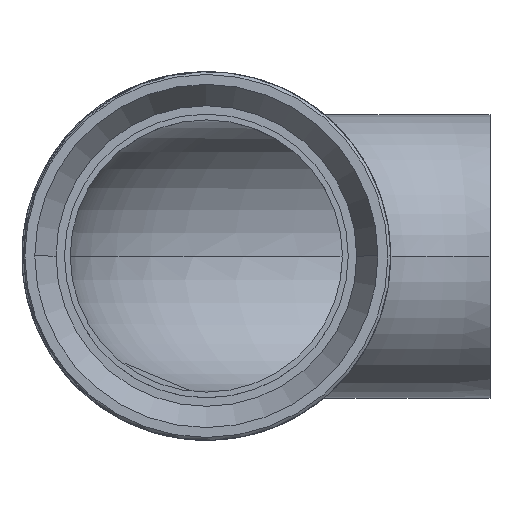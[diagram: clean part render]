
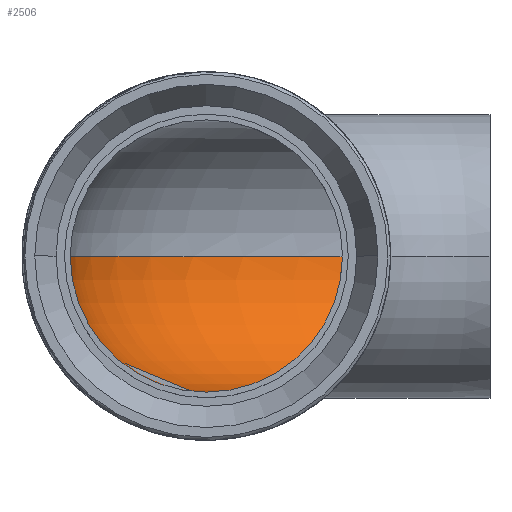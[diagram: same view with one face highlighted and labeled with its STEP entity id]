
A CAD part, top view. The second image highlights one B-rep face of the part: STEP entity #2506.
In plain terms, the highlighted toroidal (fillet/blend) face has major radius 100 mm and minor radius 48 mm.
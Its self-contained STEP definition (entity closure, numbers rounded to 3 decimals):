
#2 = ORIENTED_EDGE ( 'NONE', *, *, #1843, .T. ) ;
#11 = CARTESIAN_POINT ( 'NONE',  ( -73.682, -40.753, -28.415 ) ) ;
#14 = CARTESIAN_POINT ( 'NONE',  ( -56.725, -23.877, -30.117 ) ) ;
#27 = CARTESIAN_POINT ( 'NONE',  ( -78.393, -43.421, -30.117 ) ) ;
#30 = CARTESIAN_POINT ( 'NONE',  ( -54.18, -18.814, -30.117 ) ) ;
#40 = CARTESIAN_POINT ( 'NONE',  ( -69.208, -37.539, -27.155 ) ) ;
#45 = CARTESIAN_POINT ( 'NONE',  ( -55.622, -21.899, -30.117 ) ) ;
#61 = EDGE_LOOP ( 'NONE', ( #2027, #2740, #297, #994, #2159, #2, #1751 ) ) ;
#142 = DIRECTION ( 'NONE',  ( 0., 0., -1. ) ) ;
#233 = CARTESIAN_POINT ( 'NONE',  ( -66.699, -35.278, -26.567 ) ) ;
#253 = CARTESIAN_POINT ( 'NONE',  ( -72.883, -40.426, -30.117 ) ) ;
#263 = CARTESIAN_POINT ( 'NONE',  ( -74.605, -41.334, -28.709 ) ) ;
#266 = CARTESIAN_POINT ( 'NONE',  ( -73.371, -40.73, -30.117 ) ) ;
#277 = CARTESIAN_POINT ( 'NONE',  ( -70.959, -38.906, -27.604 ) ) ;
#280 = CARTESIAN_POINT ( 'NONE',  ( -52.544, -14.539, -30.117 ) ) ;
#292 = CARTESIAN_POINT ( 'NONE',  ( -52.132, -7.888, -23.943 ) ) ;
#294 = VERTEX_POINT ( 'NONE', #867 ) ;
#297 = ORIENTED_EDGE ( 'NONE', *, *, #694, .T. ) ;
#337 = VERTEX_POINT ( 'NONE', #1153 ) ;
#364 = CARTESIAN_POINT ( 'NONE',  ( 0., 0., -16.658 ) ) ;
#404 = CIRCLE ( 'NONE', #2615, 48. ) ;
#493 = AXIS2_PLACEMENT_3D ( 'NONE', #2978, #2210, #1795 ) ;
#515 = CARTESIAN_POINT ( 'NONE',  ( -148., 0., -16.658 ) ) ;
#591 = AXIS2_PLACEMENT_3D ( 'NONE', #2449, #1055, #2692 ) ;
#620 = VERTEX_POINT ( 'NONE', #1351 ) ;
#639 = AXIS2_PLACEMENT_3D ( 'NONE', #2800, #1359, #1593 ) ;
#653 = CIRCLE ( 'NONE', #493, 52. ) ;
#691 = CIRCLE ( 'NONE', #1515, 148. ) ;
#694 = EDGE_CURVE ( 'NONE', #620, #2101, #653, .T. ) ;
#755 = CARTESIAN_POINT ( 'NONE',  ( -70.477, -38.872, -30.117 ) ) ;
#779 = CARTESIAN_POINT ( 'NONE',  ( -58.314, -24.796, -24.922 ) ) ;
#867 = CARTESIAN_POINT ( 'NONE',  ( -78.393, -43.421, -30.117 ) ) ;
#886 = AXIS2_PLACEMENT_3D ( 'NONE', #2219, #1533, #1502 ) ;
#909 = CARTESIAN_POINT ( 'NONE',  ( 0., 0., -116.658 ) ) ;
#933 = VERTEX_POINT ( 'NONE', #2036 ) ;
#944 = CARTESIAN_POINT ( 'NONE',  ( -65.89, -34.496, -26.387 ) ) ;
#972 = CARTESIAN_POINT ( 'NONE',  ( -59.245, -27.659, -30.117 ) ) ;
#988 = CARTESIAN_POINT ( 'NONE',  ( -50.228, 0., -30.117 ) ) ;
#994 = ORIENTED_EDGE ( 'NONE', *, *, #2710, .T. ) ;
#999 = CARTESIAN_POINT ( 'NONE',  ( -51.656, -4.508, -23.874 ) ) ;
#1003 = CARTESIAN_POINT ( 'NONE',  ( -77.364, -42.943, -30.117 ) ) ;
#1041 = DIRECTION ( 'NONE',  ( 0., -1., 0. ) ) ;
#1055 = DIRECTION ( 'NONE',  ( 0., -1., 0. ) ) ;
#1134 = B_SPLINE_CURVE_WITH_KNOTS ( 'NONE', 3,
 ( #2388, #1003, #2374, #2402, #1667, #266, #253, #755, #2150, #1885, #2630, #2432, #2884, #972, #1188, #14, #45, #30, #1946, #2600, #280, #2167, #2617, #1486, #2897, #988 ),
 .UNSPECIFIED., .F., .F.,
 ( 4, 2, 2, 2, 2, 2, 2, 2, 2, 2, 2, 2, 4 ),
 ( 0.059, 0.063, 0.064, 0.066, 0.073, 0.08, 0.083, 0.086, 0.093, 0.097, 0.1, 0.107, 0.114 ),
 .UNSPECIFIED. ) ;
#1153 = CARTESIAN_POINT ( 'NONE',  ( -50.228, 0., -30.117 ) ) ;
#1188 = CARTESIAN_POINT ( 'NONE',  ( -58.588, -26.728, -30.117 ) ) ;
#1225 = TOROIDAL_SURFACE ( 'NONE', #591, 100., 48. ) ;
#1351 = CARTESIAN_POINT ( 'NONE',  ( -52., 0., -16.658 ) ) ;
#1359 = DIRECTION ( 'NONE',  ( 0., -1., 0. ) ) ;
#1459 = CARTESIAN_POINT ( 'NONE',  ( -56.168, -20.792, -24.565 ) ) ;
#1474 = EDGE_CURVE ( 'NONE', #2170, #620, #1866, .T. ) ;
#1486 = CARTESIAN_POINT ( 'NONE',  ( -50.397, -4.561, -30.117 ) ) ;
#1495 = EDGE_CURVE ( 'NONE', #2170, #933, #691, .T. ) ;
#1502 = DIRECTION ( 'NONE',  ( -1., 0., 0. ) ) ;
#1515 = AXIS2_PLACEMENT_3D ( 'NONE', #364, #1041, #142 ) ;
#1533 = DIRECTION ( 'NONE',  ( 0., 0., 1. ) ) ;
#1593 = DIRECTION ( 'NONE',  ( 0., 0., -1. ) ) ;
#1598 = DIRECTION ( 'NONE',  ( 0., 0., 1. ) ) ;
#1667 = CARTESIAN_POINT ( 'NONE',  ( -74.355, -41.318, -30.117 ) ) ;
#1683 = CARTESIAN_POINT ( 'NONE',  ( -53.081, -12.334, -24.084 ) ) ;
#1697 = CARTESIAN_POINT ( 'NONE',  ( -58.606, -25.28, -24.973 ) ) ;
#1751 = ORIENTED_EDGE ( 'NONE', *, *, #2847, .F. ) ;
#1795 = DIRECTION ( 'NONE',  ( 0., 0., -1. ) ) ;
#1843 = EDGE_CURVE ( 'NONE', #337, #2592, #1956, .T. ) ;
#1866 = CIRCLE ( 'NONE', #886, 48. ) ;
#1885 = CARTESIAN_POINT ( 'NONE',  ( -65.228, -34.548, -30.117 ) ) ;
#1897 = CARTESIAN_POINT ( 'NONE',  ( -52.806, -11.237, -24.043 ) ) ;
#1912 = CARTESIAN_POINT ( 'NONE',  ( -76.48, -42.429, -29.36 ) ) ;
#1925 = CARTESIAN_POINT ( 'NONE',  ( -61.426, -29.484, -25.475 ) ) ;
#1943 = CARTESIAN_POINT ( 'NONE',  ( -54.789, -17.7, -24.344 ) ) ;
#1946 = CARTESIAN_POINT ( 'NONE',  ( -53.735, -17.766, -30.117 ) ) ;
#1956 = CIRCLE ( 'NONE', #639, 52. ) ;
#2027 = ORIENTED_EDGE ( 'NONE', *, *, #1495, .F. ) ;
#2036 = CARTESIAN_POINT ( 'NONE',  ( 0., 0., -164.658 ) ) ;
#2060 = B_SPLINE_CURVE_WITH_KNOTS ( 'NONE', 3,
 ( #2399, #2385, #999, #292, #2894, #1897, #1683, #3073, #1943, #1459, #2867, #2182, #3063, #779, #1697, #2880, #1925, #2639, #2589, #944, #233, #40, #277, #11, #263, #1912, #2627, #27 ),
 .UNSPECIFIED., .F., .F.,
 ( 4, 2, 2, 2, 2, 2, 2, 2, 2, 2, 2, 2, 2, 4 ),
 ( 0.054, 0.061, 0.064, 0.068, 0.074, 0.078, 0.079, 0.081, 0.088, 0.091, 0.095, 0.101, 0.105, 0.108 ),
 .UNSPECIFIED. ) ;
#2101 = VERTEX_POINT ( 'NONE', #2911 ) ;
#2150 = CARTESIAN_POINT ( 'NONE',  ( -68.659, -37.509, -30.117 ) ) ;
#2159 = ORIENTED_EDGE ( 'NONE', *, *, #2389, .T. ) ;
#2167 = CARTESIAN_POINT ( 'NONE',  ( -51.555, -11.257, -30.117 ) ) ;
#2170 = VERTEX_POINT ( 'NONE', #515 ) ;
#2182 = CARTESIAN_POINT ( 'NONE',  ( -57.468, -23.316, -24.779 ) ) ;
#2210 = DIRECTION ( 'NONE',  ( 0., -1., 0. ) ) ;
#2219 = CARTESIAN_POINT ( 'NONE',  ( -100., 0., -16.658 ) ) ;
#2256 = CARTESIAN_POINT ( 'NONE',  ( 0., 0., -68.658 ) ) ;
#2374 = CARTESIAN_POINT ( 'NONE',  ( -76.35, -42.429, -30.117 ) ) ;
#2385 = CARTESIAN_POINT ( 'NONE',  ( -51.5, -2.254, -23.851 ) ) ;
#2388 = CARTESIAN_POINT ( 'NONE',  ( -78.393, -43.421, -30.117 ) ) ;
#2389 = EDGE_CURVE ( 'NONE', #294, #337, #1134, .T. ) ;
#2399 = CARTESIAN_POINT ( 'NONE',  ( -51.5, 0., -23.851 ) ) ;
#2402 = CARTESIAN_POINT ( 'NONE',  ( -74.851, -41.603, -30.117 ) ) ;
#2432 = CARTESIAN_POINT ( 'NONE',  ( -61.357, -30.374, -30.117 ) ) ;
#2449 = CARTESIAN_POINT ( 'NONE',  ( 0., 0., -16.658 ) ) ;
#2506 = ADVANCED_FACE ( 'NONE', ( #2854 ), #1225, .F. ) ;
#2589 = CARTESIAN_POINT ( 'NONE',  ( -64.333, -32.884, -26.054 ) ) ;
#2592 = VERTEX_POINT ( 'NONE', #2256 ) ;
#2600 = CARTESIAN_POINT ( 'NONE',  ( -52.917, -15.63, -30.117 ) ) ;
#2615 = AXIS2_PLACEMENT_3D ( 'NONE', #909, #3007, #1598 ) ;
#2617 = CARTESIAN_POINT ( 'NONE',  ( -51.061, -9.042, -30.117 ) ) ;
#2627 = CARTESIAN_POINT ( 'NONE',  ( -77.432, -42.943, -29.716 ) ) ;
#2630 = CARTESIAN_POINT ( 'NONE',  ( -63.616, -32.951, -30.117 ) ) ;
#2639 = CARTESIAN_POINT ( 'NONE',  ( -63.584, -32.053, -25.901 ) ) ;
#2692 = DIRECTION ( 'NONE',  ( 0., 0., -1. ) ) ;
#2710 = EDGE_CURVE ( 'NONE', #2101, #294, #2060, .T. ) ;
#2740 = ORIENTED_EDGE ( 'NONE', *, *, #1474, .T. ) ;
#2800 = CARTESIAN_POINT ( 'NONE',  ( 0., 0., -16.658 ) ) ;
#2847 = EDGE_CURVE ( 'NONE', #933, #2592, #404, .T. ) ;
#2854 = FACE_OUTER_BOUND ( 'NONE', #61, .T. ) ;
#2867 = CARTESIAN_POINT ( 'NONE',  ( -56.666, -21.81, -24.646 ) ) ;
#2880 = CARTESIAN_POINT ( 'NONE',  ( -60.105, -27.672, -25.234 ) ) ;
#2884 = CARTESIAN_POINT ( 'NONE',  ( -60.628, -29.482, -30.117 ) ) ;
#2894 = CARTESIAN_POINT ( 'NONE',  ( -52.332, -9.017, -23.973 ) ) ;
#2897 = CARTESIAN_POINT ( 'NONE',  ( -50.228, -2.294, -30.117 ) ) ;
#2911 = CARTESIAN_POINT ( 'NONE',  ( -51.5, 0., -23.851 ) ) ;
#2978 = CARTESIAN_POINT ( 'NONE',  ( 0., 0., -16.658 ) ) ;
#3007 = DIRECTION ( 'NONE',  ( -1., 0., 0. ) ) ;
#3063 = CARTESIAN_POINT ( 'NONE',  ( -57.745, -23.814, -24.826 ) ) ;
#3073 = CARTESIAN_POINT ( 'NONE',  ( -54.017, -15.585, -24.226 ) ) ;
